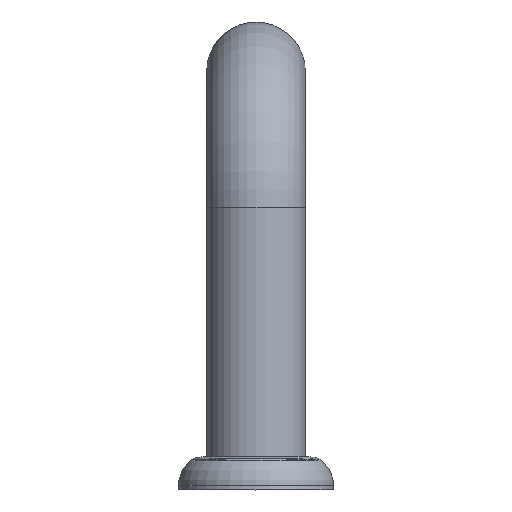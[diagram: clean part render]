
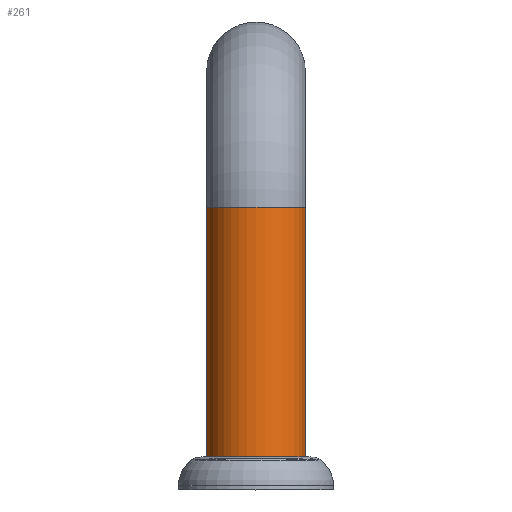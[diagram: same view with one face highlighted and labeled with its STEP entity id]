
A CAD part, top view. The second image highlights one B-rep face of the part: STEP entity #261.
In plain terms, the highlighted cylindrical face has radius 19.05 mm (diameter 38.1 mm), a full revolution.
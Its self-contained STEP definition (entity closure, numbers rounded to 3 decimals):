
#261=ADVANCED_FACE('',(#441,#443),#445,.T.);
#441=FACE_OUTER_BOUND('',#442,.T.);
#442=EDGE_LOOP('',(#572));
#443=FACE_OUTER_BOUND('',#444,.T.);
#444=EDGE_LOOP('',(#573));
#445=CYLINDRICAL_SURFACE('',#446,19.05);
#446=AXIS2_PLACEMENT_3D('',#447,#448,#449);
#447=CARTESIAN_POINT('',(0.,107.4,961.9));
#448=DIRECTION('',(-0.,1.,0.));
#449=DIRECTION('',(1.,0.,0.));
#572=ORIENTED_EDGE('',*,*,#606,.F.);
#573=ORIENTED_EDGE('',*,*,#604,.T.);
#604=EDGE_CURVE('',#630,#630,#631,.T.);
#606=EDGE_CURVE('',#634,#634,#635,.T.);
#630=VERTEX_POINT('',#688);
#631=CIRCLE('',#689,19.05);
#634=VERTEX_POINT('',#698);
#635=CIRCLE('',#699,19.05);
#688=CARTESIAN_POINT('',(19.05,0.,961.9));
#689=AXIS2_PLACEMENT_3D('',#690,#691,#692);
#690=CARTESIAN_POINT('',(0.,0.,961.9));
#691=DIRECTION('',(0.,1.,0.));
#692=DIRECTION('',(1.,0.,0.));
#698=CARTESIAN_POINT('',(19.05,107.4,961.9));
#699=AXIS2_PLACEMENT_3D('',#700,#701,#702);
#700=CARTESIAN_POINT('',(0.,107.4,961.9));
#701=DIRECTION('',(-0.,1.,0.));
#702=DIRECTION('',(1.,0.,0.));
